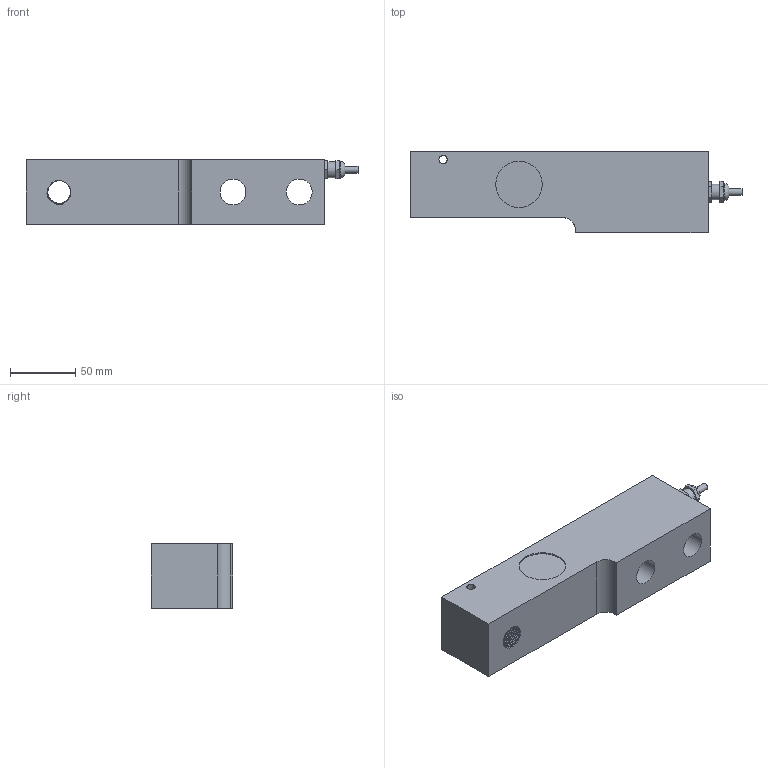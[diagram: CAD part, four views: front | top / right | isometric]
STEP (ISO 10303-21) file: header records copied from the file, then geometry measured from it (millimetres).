
FILE_DESCRIPTION(/* description */ (''),/* implementation_level */ '2;1');
FILE_NAME(/* name */ '563YSSB-(10-20)klb v2.step',/* time_stamp */ '2020-02-10T14:34:06-08:00',/* author */ (''),/* organization */ (''),/* preprocessor_version */ 'ST-DEVELOPER v18',/* originating_system */ 'Autodesk Translation Framework v8.12.0.6',/* authorisation */ '');
FILE_SCHEMA (('AUTOMOTIVE_DESIGN { 1 0 10303 214 3 1 1 }'));
Length unit declared in the file: inch
Products named in the file (2): 563YSSB-(10-20)klb; Connector
Assembly tree (1 placements, depth 2):
  563YSSB-(10-20)klb
    Connector
Bounding box: 254.63 x 62.48 x 49.28 mm (x, y, z)
Volume: 571792.1 mm3; surface area: 66991.8 mm2
Topology: 2 solids, 2 shells, 94 faces, 236 edges, 154 vertices
Faces by surface type: cylinder 60, plane 30, bspline 3, cone 1
Full cylindrical faces by diameter (mm): 5.1 x1, 6.35 x2, 8 x1, 12 x2, 13 x1, 17.501 x22, 19.05 x21, 19.812 x2, 30.48 x1, 35.6 x2
Entity records: 7293 total; most frequent: CARTESIAN_POINT 5126, ORIENTED_EDGE 470, DIRECTION 365, EDGE_CURVE 235, VERTEX_POINT 154, AXIS2_PLACEMENT_3D 126, EDGE_LOOP 113, LINE 113
